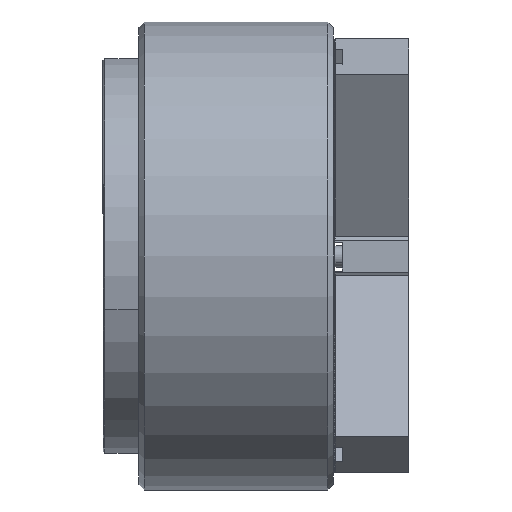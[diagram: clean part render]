
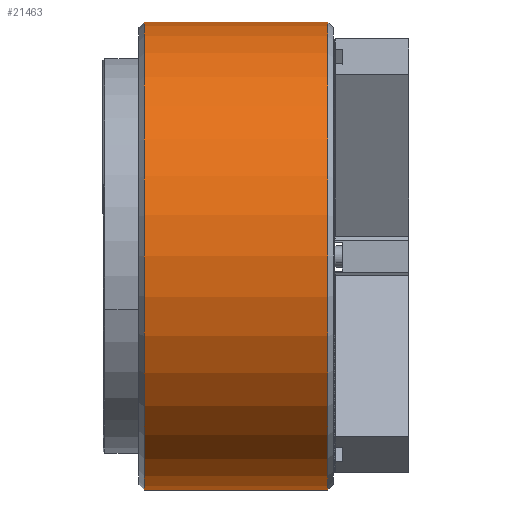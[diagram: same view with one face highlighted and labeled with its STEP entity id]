
A CAD part, front view. The second image highlights one B-rep face of the part: STEP entity #21463.
In plain terms, the highlighted cylindrical face has radius 130 mm (diameter 260 mm), a partial arc.
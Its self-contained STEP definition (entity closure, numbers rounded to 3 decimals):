
#719 = CARTESIAN_POINT ( 'NONE',  ( -14.146, 0., 0. ) ) ;
#1161 = ORIENTED_EDGE ( 'NONE', *, *, #19709, .T. ) ;
#1469 = DIRECTION ( 'NONE',  ( 0., 0., 1. ) ) ;
#1543 = CARTESIAN_POINT ( 'NONE',  ( 105., 0., -130. ) ) ;
#1816 = AXIS2_PLACEMENT_3D ( 'NONE', #20078, #5364, #22584 ) ;
#1826 = ORIENTED_EDGE ( 'NONE', *, *, #2542, .F. ) ;
#2542 = EDGE_CURVE ( 'NONE', #22091, #3703, #2731, .T. ) ;
#2731 = LINE ( 'NONE', #5475, #7720 ) ;
#3358 = VERTEX_POINT ( 'NONE', #30242 ) ;
#3374 = CYLINDRICAL_SURFACE ( 'NONE', #8780, 130. ) ;
#3703 = VERTEX_POINT ( 'NONE', #14618 ) ;
#5364 = DIRECTION ( 'NONE',  ( 1., 0., 0. ) ) ;
#5475 = CARTESIAN_POINT ( 'NONE',  ( -14.146, 0., -130. ) ) ;
#5905 = CARTESIAN_POINT ( 'NONE',  ( 105., 0., 0. ) ) ;
#6998 = ORIENTED_EDGE ( 'NONE', *, *, #24561, .T. ) ;
#7720 = VECTOR ( 'NONE', #25196, 1000. ) ;
#8091 = CARTESIAN_POINT ( 'NONE',  ( -14.146, 0., 130. ) ) ;
#8159 = EDGE_LOOP ( 'NONE', ( #1826, #1161, #6998, #26501 ) ) ;
#8356 = DIRECTION ( 'NONE',  ( 0., 0., 1. ) ) ;
#8780 = AXIS2_PLACEMENT_3D ( 'NONE', #719, #18653, #1469 ) ;
#9002 = VECTOR ( 'NONE', #13118, 1000. ) ;
#13118 = DIRECTION ( 'NONE',  ( -1., 0., 0. ) ) ;
#14618 = CARTESIAN_POINT ( 'NONE',  ( 3., 0., -130. ) ) ;
#15524 = CIRCLE ( 'NONE', #26956, 130. ) ;
#18653 = DIRECTION ( 'NONE',  ( -1., 0., 0. ) ) ;
#19709 = EDGE_CURVE ( 'NONE', #22091, #26613, #15524, .T. ) ;
#20078 = CARTESIAN_POINT ( 'NONE',  ( 3., 0., 0. ) ) ;
#21463 = ADVANCED_FACE ( 'NONE', ( #29635 ), #3374, .T. ) ;
#21948 = CARTESIAN_POINT ( 'NONE',  ( 105., 0., 130. ) ) ;
#22091 = VERTEX_POINT ( 'NONE', #1543 ) ;
#22100 = LINE ( 'NONE', #8091, #9002 ) ;
#22584 = DIRECTION ( 'NONE',  ( 0., 0., -1. ) ) ;
#22861 = EDGE_CURVE ( 'NONE', #3358, #3703, #29536, .T. ) ;
#23111 = DIRECTION ( 'NONE',  ( -1., 0., 0. ) ) ;
#24561 = EDGE_CURVE ( 'NONE', #26613, #3358, #22100, .T. ) ;
#25196 = DIRECTION ( 'NONE',  ( -1., 0., 0. ) ) ;
#26501 = ORIENTED_EDGE ( 'NONE', *, *, #22861, .T. ) ;
#26613 = VERTEX_POINT ( 'NONE', #21948 ) ;
#26956 = AXIS2_PLACEMENT_3D ( 'NONE', #5905, #23111, #8356 ) ;
#29536 = CIRCLE ( 'NONE', #1816, 130. ) ;
#29635 = FACE_OUTER_BOUND ( 'NONE', #8159, .T. ) ;
#30242 = CARTESIAN_POINT ( 'NONE',  ( 3., 0., 130. ) ) ;
